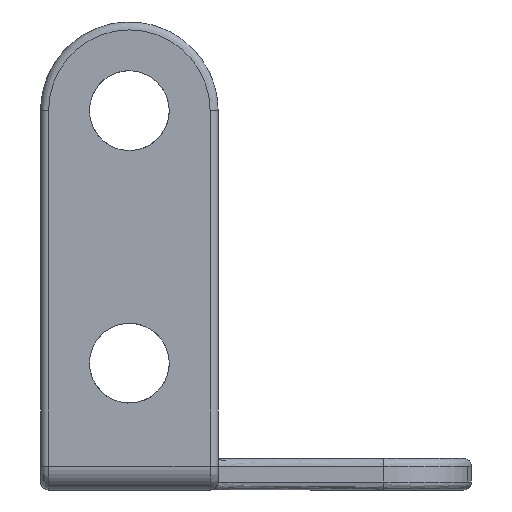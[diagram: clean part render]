
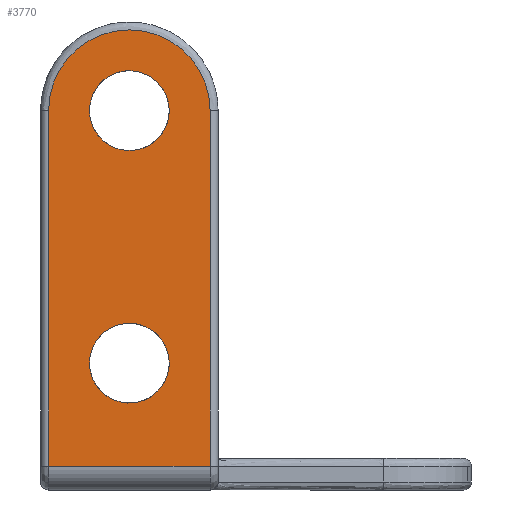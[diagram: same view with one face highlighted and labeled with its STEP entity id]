
A CAD part, front view. The second image highlights one B-rep face of the part: STEP entity #3770.
In plain terms, the highlighted planar face has unit normal (0, -1, 0).
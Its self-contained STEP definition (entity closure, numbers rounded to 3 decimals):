
#1563=CARTESIAN_POINT('',(-10.94,-31.915,-13.527));
#1564=VERTEX_POINT('',#1563);
#1565=CARTESIAN_POINT('',(-21.,-31.915,-13.527));
#1566=VERTEX_POINT('',#1565);
#1567=CARTESIAN_POINT('',(-10.94,-31.915,-13.527));
#1568=CARTESIAN_POINT('',(-10.94,-31.915,-12.244));
#1569=CARTESIAN_POINT('',(-12.028,-31.915,-9.571));
#1570=CARTESIAN_POINT('',(-15.97,-31.915,-7.957));
#1571=CARTESIAN_POINT('',(-19.911,-31.915,-9.585));
#1572=CARTESIAN_POINT('',(-21.544,-31.915,-13.527));
#1573=CARTESIAN_POINT('',(-19.911,-31.915,-17.469));
#1574=CARTESIAN_POINT('',(-15.97,-31.915,-19.097));
#1575=CARTESIAN_POINT('',(-12.028,-31.915,-17.483));
#1576=CARTESIAN_POINT('',(-10.94,-31.915,-14.81));
#1577=CARTESIAN_POINT('',(-10.94,-31.915,-13.527));
#1578=B_SPLINE_CURVE_WITH_KNOTS('',3,(#1567,#1568,#1569,#1570,#1571,#1572,#1573,#1574,#1575,#1576,#1577),.UNSPECIFIED.,.T.,.U.,(4,1,1,1,1,1,1,1,4),(0.0,0.125,0.25,0.375,0.5,0.625,0.75,0.875,1.0),.UNSPECIFIED.);
#1579=EDGE_CURVE('',#1564,#1566,#1578,.T.);
#1581=CARTESIAN_POINT('',(-10.94,-31.915,-13.527));
#1582=CARTESIAN_POINT('',(-10.94,-31.915,-12.244));
#1583=CARTESIAN_POINT('',(-12.028,-31.915,-9.571));
#1584=CARTESIAN_POINT('',(-15.97,-31.915,-7.957));
#1585=CARTESIAN_POINT('',(-19.911,-31.915,-9.585));
#1586=CARTESIAN_POINT('',(-21.544,-31.915,-13.527));
#1587=CARTESIAN_POINT('',(-19.911,-31.915,-17.469));
#1588=CARTESIAN_POINT('',(-15.97,-31.915,-19.097));
#1589=CARTESIAN_POINT('',(-12.028,-31.915,-17.483));
#1590=CARTESIAN_POINT('',(-10.94,-31.915,-14.81));
#1591=CARTESIAN_POINT('',(-10.94,-31.915,-13.527));
#1592=B_SPLINE_CURVE_WITH_KNOTS('',3,(#1581,#1582,#1583,#1584,#1585,#1586,#1587,#1588,#1589,#1590,#1591),.UNSPECIFIED.,.T.,.U.,(4,1,1,1,1,1,1,1,4),(0.0,0.125,0.25,0.375,0.5,0.625,0.75,0.875,1.0),.UNSPECIFIED.);
#1593=EDGE_CURVE('',#1566,#1564,#1592,.T.);
#1769=CARTESIAN_POINT('',(-10.94,-31.915,18.313));
#1770=VERTEX_POINT('',#1769);
#1771=CARTESIAN_POINT('',(-21.,-31.915,18.313));
#1772=VERTEX_POINT('',#1771);
#1773=CARTESIAN_POINT('',(-10.94,-31.915,18.313));
#1774=CARTESIAN_POINT('',(-10.94,-31.915,19.596));
#1775=CARTESIAN_POINT('',(-12.028,-31.915,22.269));
#1776=CARTESIAN_POINT('',(-15.97,-31.915,23.883));
#1777=CARTESIAN_POINT('',(-19.911,-31.915,22.255));
#1778=CARTESIAN_POINT('',(-21.544,-31.915,18.313));
#1779=CARTESIAN_POINT('',(-19.911,-31.915,14.37));
#1780=CARTESIAN_POINT('',(-15.97,-31.915,12.742));
#1781=CARTESIAN_POINT('',(-12.028,-31.915,14.357));
#1782=CARTESIAN_POINT('',(-10.94,-31.915,17.03));
#1783=CARTESIAN_POINT('',(-10.94,-31.915,18.313));
#1784=B_SPLINE_CURVE_WITH_KNOTS('',3,(#1773,#1774,#1775,#1776,#1777,#1778,#1779,#1780,#1781,#1782,#1783),.UNSPECIFIED.,.T.,.U.,(4,1,1,1,1,1,1,1,4),(0.0,0.125,0.25,0.375,0.5,0.625,0.75,0.875,1.0),.UNSPECIFIED.);
#1785=EDGE_CURVE('',#1770,#1772,#1784,.T.);
#1787=CARTESIAN_POINT('',(-10.94,-31.915,18.313));
#1788=CARTESIAN_POINT('',(-10.94,-31.915,19.596));
#1789=CARTESIAN_POINT('',(-12.028,-31.915,22.269));
#1790=CARTESIAN_POINT('',(-15.97,-31.915,23.883));
#1791=CARTESIAN_POINT('',(-19.911,-31.915,22.255));
#1792=CARTESIAN_POINT('',(-21.544,-31.915,18.313));
#1793=CARTESIAN_POINT('',(-19.911,-31.915,14.37));
#1794=CARTESIAN_POINT('',(-15.97,-31.915,12.742));
#1795=CARTESIAN_POINT('',(-12.028,-31.915,14.357));
#1796=CARTESIAN_POINT('',(-10.94,-31.915,17.03));
#1797=CARTESIAN_POINT('',(-10.94,-31.915,18.313));
#1798=B_SPLINE_CURVE_WITH_KNOTS('',3,(#1787,#1788,#1789,#1790,#1791,#1792,#1793,#1794,#1795,#1796,#1797),.UNSPECIFIED.,.T.,.U.,(4,1,1,1,1,1,1,1,4),(0.0,0.125,0.25,0.375,0.5,0.625,0.75,0.875,1.0),.UNSPECIFIED.);
#1799=EDGE_CURVE('',#1772,#1770,#1798,.T.);
#3722=CARTESIAN_POINT('',(-15.97,-31.915,1.01));
#3723=DIRECTION('',(0.0,1.0,0.0));
#3724=DIRECTION('',(0.0,0.0,1.0));
#3725=AXIS2_PLACEMENT_3D('',#3722,#3723,#3724);
#3726=PLANE('',#3725);
#3727=CARTESIAN_POINT('',(-26.156,-31.915,18.313));
#3728=VERTEX_POINT('',#3727);
#3729=CARTESIAN_POINT('',(-5.784,-31.915,18.313));
#3730=VERTEX_POINT('',#3729);
#3731=CARTESIAN_POINT('',(-15.97,-31.915,18.313));
#3732=DIRECTION('',(0.0,1.0,0.0));
#3733=DIRECTION('',(-1.,0.0,0.));
#3734=AXIS2_PLACEMENT_3D('',#3731,#3732,#3733);
#3735=CIRCLE('',#3734,10.186);
#3736=EDGE_CURVE('',#3728,#3730,#3735,.T.);
#3737=ORIENTED_EDGE('',*,*,#3736,.F.);
#3738=CARTESIAN_POINT('',(-26.156,-31.915,-26.504));
#3739=VERTEX_POINT('',#3738);
#3740=CARTESIAN_POINT('',(-26.156,-31.915,-26.504));
#3741=DIRECTION('',(0.0,0.0,1.0));
#3742=VECTOR('',#3741,44.817);
#3743=LINE('',#3740,#3742);
#3744=EDGE_CURVE('',#3739,#3728,#3743,.T.);
#3745=ORIENTED_EDGE('',*,*,#3744,.F.);
#3746=CARTESIAN_POINT('',(-5.784,-31.915,-26.504));
#3747=VERTEX_POINT('',#3746);
#3748=CARTESIAN_POINT('',(-5.784,-31.915,-26.504));
#3749=DIRECTION('',(-1.0,0.0,0.0));
#3750=VECTOR('',#3749,20.371);
#3751=LINE('',#3748,#3750);
#3752=EDGE_CURVE('',#3747,#3739,#3751,.T.);
#3753=ORIENTED_EDGE('',*,*,#3752,.F.);
#3754=CARTESIAN_POINT('',(-5.784,-31.915,18.313));
#3755=DIRECTION('',(0.0,0.0,-1.0));
#3756=VECTOR('',#3755,44.817);
#3757=LINE('',#3754,#3756);
#3758=EDGE_CURVE('',#3730,#3747,#3757,.T.);
#3759=ORIENTED_EDGE('',*,*,#3758,.F.);
#3760=EDGE_LOOP('',(#3737,#3745,#3753,#3759));
#3761=FACE_OUTER_BOUND('',#3760,.T.);
#3762=ORIENTED_EDGE('',*,*,#1785,.F.);
#3763=ORIENTED_EDGE('',*,*,#1799,.F.);
#3764=EDGE_LOOP('',(#3762,#3763));
#3765=FACE_BOUND('',#3764,.T.);
#3766=ORIENTED_EDGE('',*,*,#1579,.F.);
#3767=ORIENTED_EDGE('',*,*,#1593,.F.);
#3768=EDGE_LOOP('',(#3766,#3767));
#3769=FACE_BOUND('',#3768,.T.);
#3770=ADVANCED_FACE('',(#3761,#3765,#3769),#3726,.F.);
